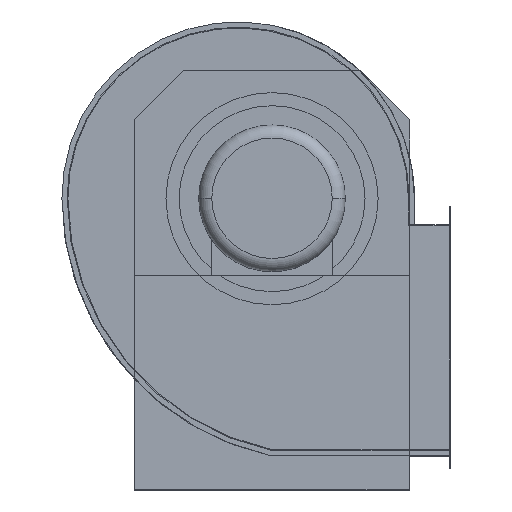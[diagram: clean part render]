
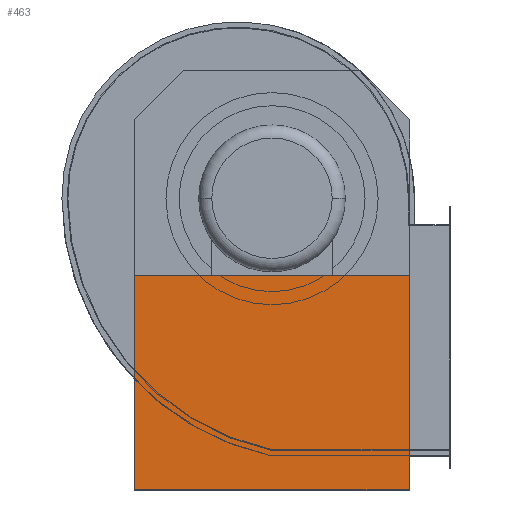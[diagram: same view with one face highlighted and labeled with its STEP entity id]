
A CAD part, top view. The second image highlights one B-rep face of the part: STEP entity #463.
In plain terms, the highlighted planar face has unit normal (0, 0, 1).
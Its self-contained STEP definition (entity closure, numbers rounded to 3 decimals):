
#58 = VERTEX_POINT ( 'NONE', #3386 ) ;
#227 = CARTESIAN_POINT ( 'NONE',  ( 210.3, 0., 0.2 ) ) ;
#288 = DIRECTION ( 'NONE',  ( 0., 1., 0. ) ) ;
#463 = ADVANCED_FACE ( 'NONE', ( #1565 ), #4516, .F. ) ;
#599 = DIRECTION ( 'NONE',  ( 1., 0., 0. ) ) ;
#653 = VECTOR ( 'NONE', #599, 1000. ) ;
#802 = ORIENTED_EDGE ( 'NONE', *, *, #2438, .T. ) ;
#803 = CARTESIAN_POINT ( 'NONE',  ( 0., 0., 0.2 ) ) ;
#850 = CARTESIAN_POINT ( 'NONE',  ( -210.3, 0., 0.2 ) ) ;
#868 = ORIENTED_EDGE ( 'NONE', *, *, #1255, .F. ) ;
#895 = EDGE_LOOP ( 'NONE', ( #4222, #2961, #868, #1286, #1445, #802, #1325, #3543 ) ) ;
#996 = DIRECTION ( 'NONE',  ( 0., 1., 0. ) ) ;
#1141 = EDGE_CURVE ( 'NONE', #2795, #1788, #2662, .T. ) ;
#1233 = VERTEX_POINT ( 'NONE', #2783 ) ;
#1255 = EDGE_CURVE ( 'NONE', #1579, #4001, #2707, .T. ) ;
#1286 = ORIENTED_EDGE ( 'NONE', *, *, #3431, .F. ) ;
#1325 = ORIENTED_EDGE ( 'NONE', *, *, #2143, .F. ) ;
#1345 = VECTOR ( 'NONE', #2906, 1000. ) ;
#1445 = ORIENTED_EDGE ( 'NONE', *, *, #1141, .F. ) ;
#1460 = CARTESIAN_POINT ( 'NONE',  ( -143.5, -444.8, 0.2 ) ) ;
#1496 = CARTESIAN_POINT ( 'NONE',  ( 143.5, -445., 0.2 ) ) ;
#1516 = VECTOR ( 'NONE', #1562, 1000. ) ;
#1562 = DIRECTION ( 'NONE',  ( 0., 1., 0. ) ) ;
#1565 = FACE_OUTER_BOUND ( 'NONE', #895, .T. ) ;
#1579 = VERTEX_POINT ( 'NONE', #1460 ) ;
#1606 = DIRECTION ( 'NONE',  ( -1., 0., 0. ) ) ;
#1638 = VECTOR ( 'NONE', #288, 1000. ) ;
#1671 = CARTESIAN_POINT ( 'NONE',  ( -210.3, -117.2, 0.2 ) ) ;
#1696 = LINE ( 'NONE', #1671, #653 ) ;
#1788 = VERTEX_POINT ( 'NONE', #3769 ) ;
#1792 = CARTESIAN_POINT ( 'NONE',  ( 0., -444.8, 0.2 ) ) ;
#2019 = VERTEX_POINT ( 'NONE', #3941 ) ;
#2073 = VECTOR ( 'NONE', #4662, 1000. ) ;
#2143 = EDGE_CURVE ( 'NONE', #3503, #2019, #3991, .T. ) ;
#2438 = EDGE_CURVE ( 'NONE', #2795, #2019, #2492, .T. ) ;
#2492 = LINE ( 'NONE', #3969, #3865 ) ;
#2509 = CARTESIAN_POINT ( 'NONE',  ( -210.3, -444.8, 0.2 ) ) ;
#2648 = AXIS2_PLACEMENT_3D ( 'NONE', #803, #3001, #1606 ) ;
#2662 = LINE ( 'NONE', #4147, #4263 ) ;
#2665 = LINE ( 'NONE', #850, #1516 ) ;
#2707 = LINE ( 'NONE', #4193, #2943 ) ;
#2783 = CARTESIAN_POINT ( 'NONE',  ( -210.3, -117.2, 0.2 ) ) ;
#2795 = VERTEX_POINT ( 'NONE', #1496 ) ;
#2906 = DIRECTION ( 'NONE',  ( -1., 0., 0. ) ) ;
#2943 = VECTOR ( 'NONE', #3824, 1000. ) ;
#2961 = ORIENTED_EDGE ( 'NONE', *, *, #4216, .F. ) ;
#3001 = DIRECTION ( 'NONE',  ( 0., 0., -1. ) ) ;
#3151 = EDGE_CURVE ( 'NONE', #58, #3503, #3544, .T. ) ;
#3386 = CARTESIAN_POINT ( 'NONE',  ( 210.3, -117.2, 0.2 ) ) ;
#3431 = EDGE_CURVE ( 'NONE', #1788, #1579, #4295, .T. ) ;
#3503 = VERTEX_POINT ( 'NONE', #4628 ) ;
#3543 = ORIENTED_EDGE ( 'NONE', *, *, #3151, .F. ) ;
#3544 = LINE ( 'NONE', #227, #2073 ) ;
#3731 = DIRECTION ( 'NONE',  ( -1., 0., 0. ) ) ;
#3769 = CARTESIAN_POINT ( 'NONE',  ( -143.5, -445., 0.2 ) ) ;
#3824 = DIRECTION ( 'NONE',  ( -1., 0., 0. ) ) ;
#3865 = VECTOR ( 'NONE', #996, 1000. ) ;
#3873 = EDGE_CURVE ( 'NONE', #1233, #58, #1696, .T. ) ;
#3941 = CARTESIAN_POINT ( 'NONE',  ( 143.5, -444.8, 0.2 ) ) ;
#3969 = CARTESIAN_POINT ( 'NONE',  ( 143.5, 0., 0.2 ) ) ;
#3991 = LINE ( 'NONE', #1792, #1345 ) ;
#4001 = VERTEX_POINT ( 'NONE', #2509 ) ;
#4147 = CARTESIAN_POINT ( 'NONE',  ( 210.5, -445., 0.2 ) ) ;
#4193 = CARTESIAN_POINT ( 'NONE',  ( 0., -444.8, 0.2 ) ) ;
#4216 = EDGE_CURVE ( 'NONE', #4001, #1233, #2665, .T. ) ;
#4222 = ORIENTED_EDGE ( 'NONE', *, *, #3873, .F. ) ;
#4263 = VECTOR ( 'NONE', #3731, 1000. ) ;
#4264 = CARTESIAN_POINT ( 'NONE',  ( -143.5, 0., 0.2 ) ) ;
#4295 = LINE ( 'NONE', #4264, #1638 ) ;
#4516 = PLANE ( 'NONE',  #2648 ) ;
#4628 = CARTESIAN_POINT ( 'NONE',  ( 210.3, -444.8, 0.2 ) ) ;
#4662 = DIRECTION ( 'NONE',  ( 0., -1., 0. ) ) ;
